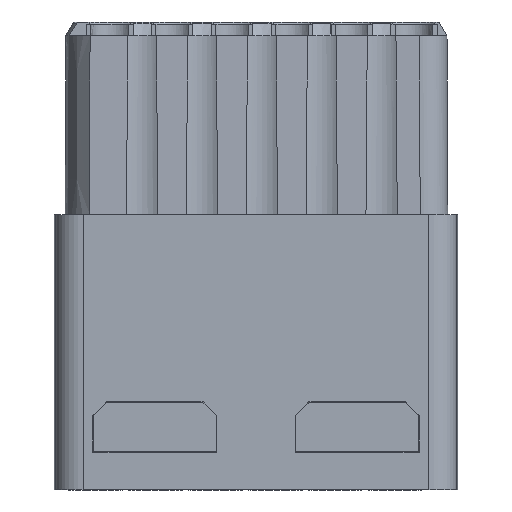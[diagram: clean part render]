
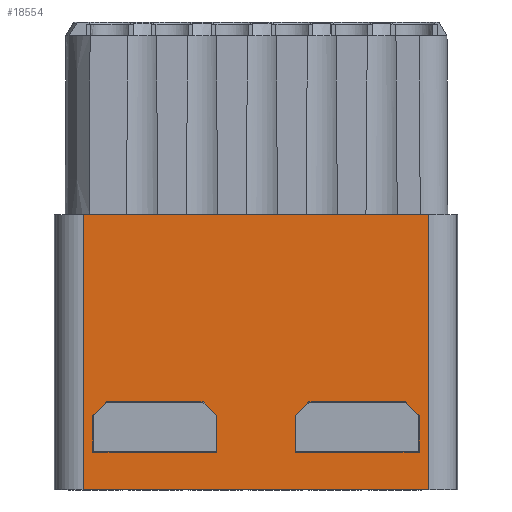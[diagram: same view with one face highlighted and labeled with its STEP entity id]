
A CAD part, front view. The second image highlights one B-rep face of the part: STEP entity #18554.
In plain terms, the highlighted planar face has unit normal (0, -1, 0).
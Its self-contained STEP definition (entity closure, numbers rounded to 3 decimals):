
#1468=DIRECTION('',(1.,0.,0.));
#1469=VECTOR('',#1468,25.12);
#1470=CARTESIAN_POINT('',(-12.56,-15.15,0.));
#1471=LINE('',#1470,#1469);
#2464=DIRECTION('',(0.,0.,1.));
#2465=VECTOR('',#2464,20.);
#2466=CARTESIAN_POINT('',(12.56,-15.15,0.));
#2467=LINE('',#2466,#2465);
#2472=DIRECTION('',(1.,0.,0.));
#2473=VECTOR('',#2472,25.12);
#2474=CARTESIAN_POINT('',(-12.56,-15.15,20.));
#2475=LINE('',#2474,#2473);
#2476=DIRECTION('',(-0.707,0.,0.707));
#2477=VECTOR('',#2476,1.414);
#2478=CARTESIAN_POINT('',(-2.85,-15.15,5.4));
#2479=LINE('',#2478,#2477);
#2480=DIRECTION('',(-1.,0.,0.));
#2481=VECTOR('',#2480,7.);
#2482=CARTESIAN_POINT('',(-3.85,-15.15,6.4));
#2483=LINE('',#2482,#2481);
#2484=DIRECTION('',(-0.707,0.,-0.707));
#2485=VECTOR('',#2484,1.414);
#2486=CARTESIAN_POINT('',(-10.85,-15.15,6.4));
#2487=LINE('',#2486,#2485);
#2488=DIRECTION('',(-0.707,0.,0.707));
#2489=VECTOR('',#2488,1.414);
#2490=CARTESIAN_POINT('',(11.85,-15.15,5.4));
#2491=LINE('',#2490,#2489);
#2492=DIRECTION('',(-1.,0.,0.));
#2493=VECTOR('',#2492,7.);
#2494=CARTESIAN_POINT('',(10.85,-15.15,6.4));
#2495=LINE('',#2494,#2493);
#2496=DIRECTION('',(-0.707,0.,-0.707));
#2497=VECTOR('',#2496,1.414);
#2498=CARTESIAN_POINT('',(3.85,-15.15,6.4));
#2499=LINE('',#2498,#2497);
#2504=DIRECTION('',(0.,0.,-1.));
#2505=VECTOR('',#2504,20.);
#2506=CARTESIAN_POINT('',(-12.56,-15.15,20.));
#2507=LINE('',#2506,#2505);
#7595=DIRECTION('',(-1.,0.,0.));
#7596=VECTOR('',#7595,9.);
#7597=CARTESIAN_POINT('',(-2.85,-15.15,2.75));
#7598=LINE('',#7597,#7596);
#7603=DIRECTION('',(0.,0.,1.));
#7604=VECTOR('',#7603,2.65);
#7605=CARTESIAN_POINT('',(-11.85,-15.15,2.75));
#7606=LINE('',#7605,#7604);
#7647=DIRECTION('',(0.,0.,-1.));
#7648=VECTOR('',#7647,2.65);
#7649=CARTESIAN_POINT('',(-2.85,-15.15,5.4));
#7650=LINE('',#7649,#7648);
#7655=DIRECTION('',(-1.,0.,0.));
#7656=VECTOR('',#7655,9.);
#7657=CARTESIAN_POINT('',(11.85,-15.15,2.75));
#7658=LINE('',#7657,#7656);
#7663=DIRECTION('',(0.,0.,1.));
#7664=VECTOR('',#7663,2.65);
#7665=CARTESIAN_POINT('',(2.85,-15.15,2.75));
#7666=LINE('',#7665,#7664);
#7707=DIRECTION('',(0.,0.,-1.));
#7708=VECTOR('',#7707,2.65);
#7709=CARTESIAN_POINT('',(11.85,-15.15,5.4));
#7710=LINE('',#7709,#7708);
#14578=CARTESIAN_POINT('',(-12.56,-15.15,0.));
#14579=VERTEX_POINT('',#14578);
#14580=CARTESIAN_POINT('',(12.56,-15.15,0.));
#14581=VERTEX_POINT('',#14580);
#15584=CARTESIAN_POINT('',(12.56,-15.15,20.));
#15585=VERTEX_POINT('',#15584);
#15586=CARTESIAN_POINT('',(-12.56,-15.15,20.));
#15587=VERTEX_POINT('',#15586);
#15690=CARTESIAN_POINT('',(-2.85,-15.15,2.75));
#15691=CARTESIAN_POINT('',(-11.85,-15.15,2.75));
#15692=VERTEX_POINT('',#15690);
#15693=VERTEX_POINT('',#15691);
#15694=CARTESIAN_POINT('',(-2.85,-15.15,5.4));
#15695=VERTEX_POINT('',#15694);
#15696=CARTESIAN_POINT('',(-3.85,-15.15,6.4));
#15697=VERTEX_POINT('',#15696);
#15698=CARTESIAN_POINT('',(-10.85,-15.15,6.4));
#15699=VERTEX_POINT('',#15698);
#15700=CARTESIAN_POINT('',(-11.85,-15.15,5.4));
#15701=VERTEX_POINT('',#15700);
#15702=CARTESIAN_POINT('',(11.85,-15.15,2.75));
#15703=CARTESIAN_POINT('',(2.85,-15.15,2.75));
#15704=VERTEX_POINT('',#15702);
#15705=VERTEX_POINT('',#15703);
#15706=CARTESIAN_POINT('',(11.85,-15.15,5.4));
#15707=VERTEX_POINT('',#15706);
#15708=CARTESIAN_POINT('',(10.85,-15.15,6.4));
#15709=VERTEX_POINT('',#15708);
#15710=CARTESIAN_POINT('',(3.85,-15.15,6.4));
#15711=VERTEX_POINT('',#15710);
#15712=CARTESIAN_POINT('',(2.85,-15.15,5.4));
#15713=VERTEX_POINT('',#15712);
#18513=CARTESIAN_POINT('',(-14.675,-15.15,34.));
#18514=DIRECTION('',(0.,1.,0.));
#18515=DIRECTION('',(0.,0.,1.));
#18516=AXIS2_PLACEMENT_3D('',#18513,#18514,#18515);
#18517=PLANE('',#18516);
#18519=ORIENTED_EDGE('',*,*,#18518,.F.);
#18521=ORIENTED_EDGE('',*,*,#18520,.T.);
#18522=ORIENTED_EDGE('',*,*,#18504,.F.);
#18523=ORIENTED_EDGE('',*,*,#17842,.F.);
#18524=EDGE_LOOP('',(#18519,#18521,#18522,#18523));
#18525=FACE_OUTER_BOUND('',#18524,.F.);
#18527=ORIENTED_EDGE('',*,*,#18526,.F.);
#18529=ORIENTED_EDGE('',*,*,#18528,.F.);
#18531=ORIENTED_EDGE('',*,*,#18530,.T.);
#18533=ORIENTED_EDGE('',*,*,#18532,.T.);
#18535=ORIENTED_EDGE('',*,*,#18534,.T.);
#18537=ORIENTED_EDGE('',*,*,#18536,.F.);
#18538=EDGE_LOOP('',(#18527,#18529,#18531,#18533,#18535,#18537));
#18539=FACE_BOUND('',#18538,.F.);
#18541=ORIENTED_EDGE('',*,*,#18540,.F.);
#18543=ORIENTED_EDGE('',*,*,#18542,.F.);
#18545=ORIENTED_EDGE('',*,*,#18544,.T.);
#18547=ORIENTED_EDGE('',*,*,#18546,.T.);
#18549=ORIENTED_EDGE('',*,*,#18548,.T.);
#18551=ORIENTED_EDGE('',*,*,#18550,.F.);
#18552=EDGE_LOOP('',(#18541,#18543,#18545,#18547,#18549,#18551));
#18553=FACE_BOUND('',#18552,.F.);
#17842=EDGE_CURVE('',#14579,#14581,#1471,.T.);
#18504=EDGE_CURVE('',#14581,#15585,#2467,.T.);
#18518=EDGE_CURVE('',#15587,#14579,#2507,.T.);
#18520=EDGE_CURVE('',#15587,#15585,#2475,.T.);
#18526=EDGE_CURVE('',#15692,#15693,#7598,.T.);
#18528=EDGE_CURVE('',#15695,#15692,#7650,.T.);
#18530=EDGE_CURVE('',#15695,#15697,#2479,.T.);
#18532=EDGE_CURVE('',#15697,#15699,#2483,.T.);
#18534=EDGE_CURVE('',#15699,#15701,#2487,.T.);
#18536=EDGE_CURVE('',#15693,#15701,#7606,.T.);
#18540=EDGE_CURVE('',#15704,#15705,#7658,.T.);
#18542=EDGE_CURVE('',#15707,#15704,#7710,.T.);
#18544=EDGE_CURVE('',#15707,#15709,#2491,.T.);
#18546=EDGE_CURVE('',#15709,#15711,#2495,.T.);
#18548=EDGE_CURVE('',#15711,#15713,#2499,.T.);
#18550=EDGE_CURVE('',#15705,#15713,#7666,.T.);
#18554=ADVANCED_FACE('',(#18525,#18539,#18553),#18517,.F.);
